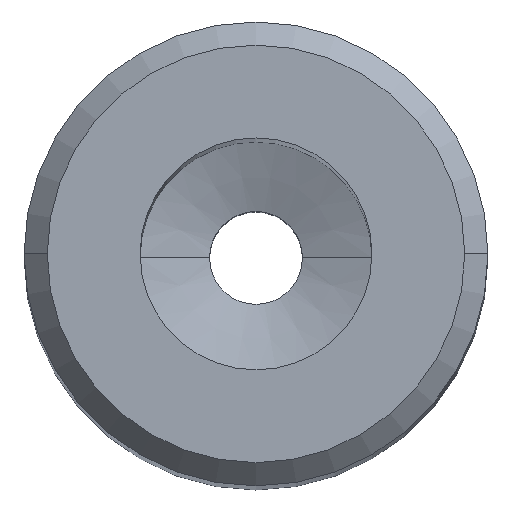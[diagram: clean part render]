
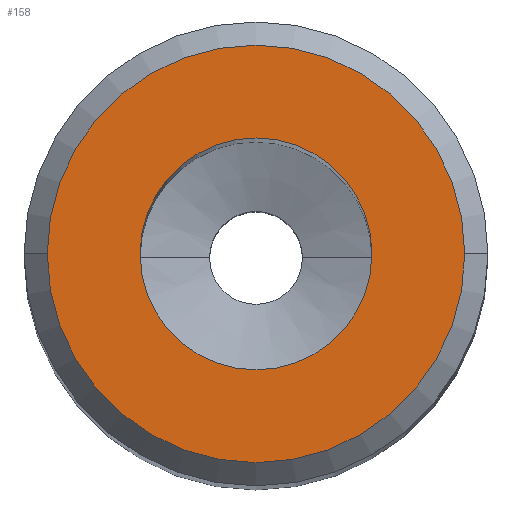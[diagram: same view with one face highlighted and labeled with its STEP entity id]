
A CAD part, top view. The second image highlights one B-rep face of the part: STEP entity #158.
In plain terms, the highlighted planar face has unit normal (0, 0, 1).
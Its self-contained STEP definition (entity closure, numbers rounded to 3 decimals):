
#104=VERTEX_POINT('NONE',#280);
#106=VERTEX_POINT('NONE',#282);
#132=EDGE_CURVE('NONE',#226,#106,#308,.T.);
#142=VERTEX_POINT('NONE',#318);
#152=EDGE_CURVE('NONE',#106,#226,#329,.T.);
#158=ADVANCED_FACE('NONE',(#335,#336),#337,.F.);
#226=VERTEX_POINT('NONE',#416);
#238=EDGE_CURVE('NONE',#104,#142,#430,.T.);
#248=EDGE_CURVE('NONE',#142,#104,#441,.T.);
#280=CARTESIAN_POINT('',(-4.5,0.0,52.0));
#282=CARTESIAN_POINT('',(2.5,0.0,52.0));
#308=CIRCLE('',#510,2.5);
#318=CARTESIAN_POINT('',(4.5,0.,52.0));
#329=CIRCLE('',#540,2.5);
#335=FACE_OUTER_BOUND('',#546,.T.);
#336=FACE_BOUND('',#547,.T.);
#337=PLANE('',#548);
#416=CARTESIAN_POINT('',(-2.5,0.,52.0));
#430=CIRCLE('',#663,4.5);
#441=CIRCLE('',#678,4.5);
#510=AXIS2_PLACEMENT_3D('',#722,#723,#724);
#540=AXIS2_PLACEMENT_3D('',#741,#742,#743);
#546=EDGE_LOOP('',(#745,#746));
#547=EDGE_LOOP('',(#747,#748));
#548=AXIS2_PLACEMENT_3D('',#749,#750,#751);
#663=AXIS2_PLACEMENT_3D('',#878,#879,#880);
#678=AXIS2_PLACEMENT_3D('',#893,#894,#895);
#722=CARTESIAN_POINT('',(0.0,0.0,52.0));
#723=DIRECTION('',(0.0,0.0,1.0));
#724=DIRECTION('',(1.0,0.0,0.0));
#741=CARTESIAN_POINT('',(0.0,0.0,52.0));
#742=DIRECTION('',(0.0,0.0,1.0));
#743=DIRECTION('',(1.0,0.0,0.0));
#745=ORIENTED_EDGE('',*,*,#238,.T.);
#746=ORIENTED_EDGE('',*,*,#248,.T.);
#747=ORIENTED_EDGE('',*,*,#152,.F.);
#748=ORIENTED_EDGE('',*,*,#132,.F.);
#749=CARTESIAN_POINT('',(0.0,5.,52.0));
#750=DIRECTION('',(0.0,0.0,-1.0));
#751=DIRECTION('',(0.0,1.0,0.0));
#878=CARTESIAN_POINT('',(0.0,0.0,52.0));
#879=DIRECTION('',(0.0,0.0,1.0));
#880=DIRECTION('',(-1.0,0.0,0.0));
#893=CARTESIAN_POINT('',(0.0,0.0,52.0));
#894=DIRECTION('',(0.0,0.0,1.0));
#895=DIRECTION('',(-1.0,0.0,0.0));
